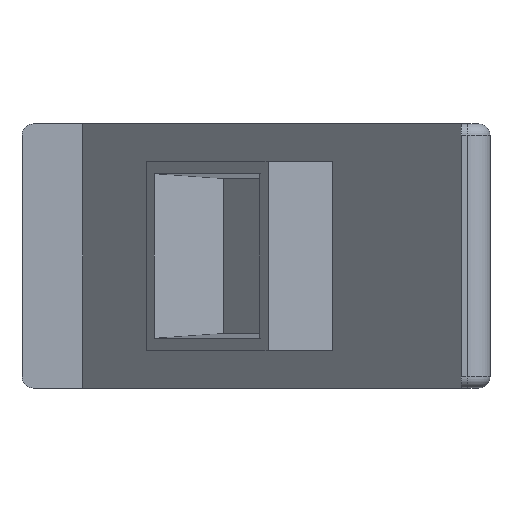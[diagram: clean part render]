
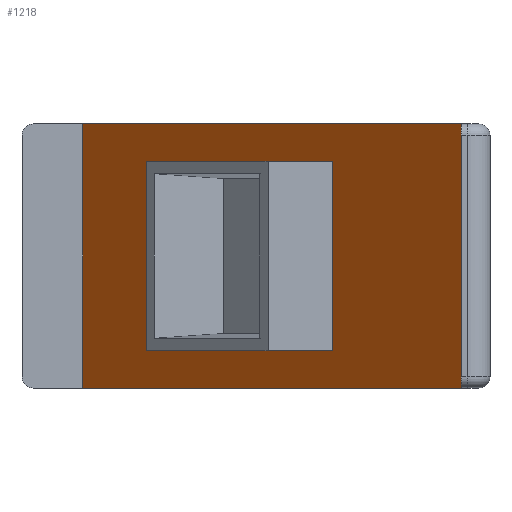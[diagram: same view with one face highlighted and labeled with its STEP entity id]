
A CAD part, front view. The second image highlights one B-rep face of the part: STEP entity #1218.
In plain terms, the highlighted planar face has unit normal (-0.707, -0.707, 0).
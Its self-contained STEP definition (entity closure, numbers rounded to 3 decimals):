
#7 = VECTOR ( 'NONE', #205, 1000. ) ;
#17 = VECTOR ( 'NONE', #704, 1000. ) ;
#21 = EDGE_CURVE ( 'NONE', #138, #210, #124, .T. ) ;
#44 = EDGE_CURVE ( 'NONE', #368, #860, #873, .T. ) ;
#47 = CARTESIAN_POINT ( 'NONE',  ( 5.3, 38.251, -11.5 ) ) ;
#62 = CARTESIAN_POINT ( 'NONE',  ( 38.251, 5.3, -11.5 ) ) ;
#98 = DIRECTION ( 'NONE',  ( 0.707, -0.707, 0. ) ) ;
#103 = EDGE_LOOP ( 'NONE', ( #865, #275, #412, #1233 ) ) ;
#110 = LINE ( 'NONE', #777, #847 ) ;
#124 = LINE ( 'NONE', #863, #854 ) ;
#138 = VERTEX_POINT ( 'NONE', #692 ) ;
#205 = DIRECTION ( 'NONE',  ( 0.707, -0.707, 0. ) ) ;
#206 = CARTESIAN_POINT ( 'NONE',  ( 5.3, 38.251, 11.5 ) ) ;
#210 = VERTEX_POINT ( 'NONE', #227 ) ;
#223 = EDGE_CURVE ( 'NONE', #260, #403, #778, .T. ) ;
#227 = CARTESIAN_POINT ( 'NONE',  ( 16.472, 27.079, -8.25 ) ) ;
#231 = CARTESIAN_POINT ( 'NONE',  ( 5.3, 38.251, -11.5 ) ) ;
#238 = ORIENTED_EDGE ( 'NONE', *, *, #44, .F. ) ;
#246 = CARTESIAN_POINT ( 'NONE',  ( 16.472, 27.079, 8.25 ) ) ;
#260 = VERTEX_POINT ( 'NONE', #985 ) ;
#272 = LINE ( 'NONE', #768, #7 ) ;
#275 = ORIENTED_EDGE ( 'NONE', *, *, #21, .F. ) ;
#278 = EDGE_CURVE ( 'NONE', #368, #550, #584, .T. ) ;
#310 = LINE ( 'NONE', #246, #557 ) ;
#363 = CARTESIAN_POINT ( 'NONE',  ( 5.3, 38.251, 11.5 ) ) ;
#368 = VERTEX_POINT ( 'NONE', #206 ) ;
#376 = VECTOR ( 'NONE', #717, 1000. ) ;
#393 = DIRECTION ( 'NONE',  ( 0., 0., -1. ) ) ;
#403 = VERTEX_POINT ( 'NONE', #672 ) ;
#412 = ORIENTED_EDGE ( 'NONE', *, *, #660, .F. ) ;
#418 = CARTESIAN_POINT ( 'NONE',  ( 27.079, 16.472, 6.75 ) ) ;
#424 = EDGE_CURVE ( 'NONE', #860, #1127, #110, .T. ) ;
#458 = DIRECTION ( 'NONE',  ( 0.707, 0.707, 0. ) ) ;
#466 = ORIENTED_EDGE ( 'NONE', *, *, #278, .T. ) ;
#514 = DIRECTION ( 'NONE',  ( 0., 0., -1. ) ) ;
#539 = ORIENTED_EDGE ( 'NONE', *, *, #1222, .T. ) ;
#550 = VERTEX_POINT ( 'NONE', #231 ) ;
#557 = VECTOR ( 'NONE', #1021, 1000. ) ;
#584 = LINE ( 'NONE', #1183, #694 ) ;
#628 = AXIS2_PLACEMENT_3D ( 'NONE', #363, #458, #1120 ) ;
#630 = PLANE ( 'NONE',  #628 ) ;
#660 = EDGE_CURVE ( 'NONE', #403, #138, #310, .T. ) ;
#672 = CARTESIAN_POINT ( 'NONE',  ( 27.079, 16.472, 8.25 ) ) ;
#692 = CARTESIAN_POINT ( 'NONE',  ( 16.472, 27.079, 8.25 ) ) ;
#694 = VECTOR ( 'NONE', #514, 1000. ) ;
#695 = CARTESIAN_POINT ( 'NONE',  ( 38.251, 5.3, 11.5 ) ) ;
#704 = DIRECTION ( 'NONE',  ( 0., 0., 1. ) ) ;
#717 = DIRECTION ( 'NONE',  ( 0.707, -0.707, 0. ) ) ;
#768 = CARTESIAN_POINT ( 'NONE',  ( 16.472, 27.079, -8.25 ) ) ;
#770 = DIRECTION ( 'NONE',  ( 0., 0., -1. ) ) ;
#777 = CARTESIAN_POINT ( 'NONE',  ( 38.251, 5.3, 11.5 ) ) ;
#778 = LINE ( 'NONE', #418, #17 ) ;
#831 = FACE_OUTER_BOUND ( 'NONE', #1180, .T. ) ;
#847 = VECTOR ( 'NONE', #770, 1000. ) ;
#854 = VECTOR ( 'NONE', #393, 1000. ) ;
#855 = CARTESIAN_POINT ( 'NONE',  ( 5.3, 38.251, 11.5 ) ) ;
#860 = VERTEX_POINT ( 'NONE', #695 ) ;
#863 = CARTESIAN_POINT ( 'NONE',  ( 16.472, 27.079, 6.75 ) ) ;
#865 = ORIENTED_EDGE ( 'NONE', *, *, #946, .F. ) ;
#873 = LINE ( 'NONE', #855, #1229 ) ;
#906 = FACE_BOUND ( 'NONE', #103, .T. ) ;
#946 = EDGE_CURVE ( 'NONE', #210, #260, #272, .T. ) ;
#985 = CARTESIAN_POINT ( 'NONE',  ( 27.079, 16.472, -8.25 ) ) ;
#1021 = DIRECTION ( 'NONE',  ( -0.707, 0.707, 0. ) ) ;
#1051 = LINE ( 'NONE', #47, #376 ) ;
#1070 = ORIENTED_EDGE ( 'NONE', *, *, #424, .F. ) ;
#1120 = DIRECTION ( 'NONE',  ( -0.707, 0.707, 0. ) ) ;
#1127 = VERTEX_POINT ( 'NONE', #62 ) ;
#1180 = EDGE_LOOP ( 'NONE', ( #539, #1070, #238, #466 ) ) ;
#1183 = CARTESIAN_POINT ( 'NONE',  ( 5.3, 38.251, 11.5 ) ) ;
#1218 = ADVANCED_FACE ( 'NONE', ( #831, #906 ), #630, .F. ) ;
#1222 = EDGE_CURVE ( 'NONE', #550, #1127, #1051, .T. ) ;
#1229 = VECTOR ( 'NONE', #98, 1000. ) ;
#1233 = ORIENTED_EDGE ( 'NONE', *, *, #223, .F. ) ;
